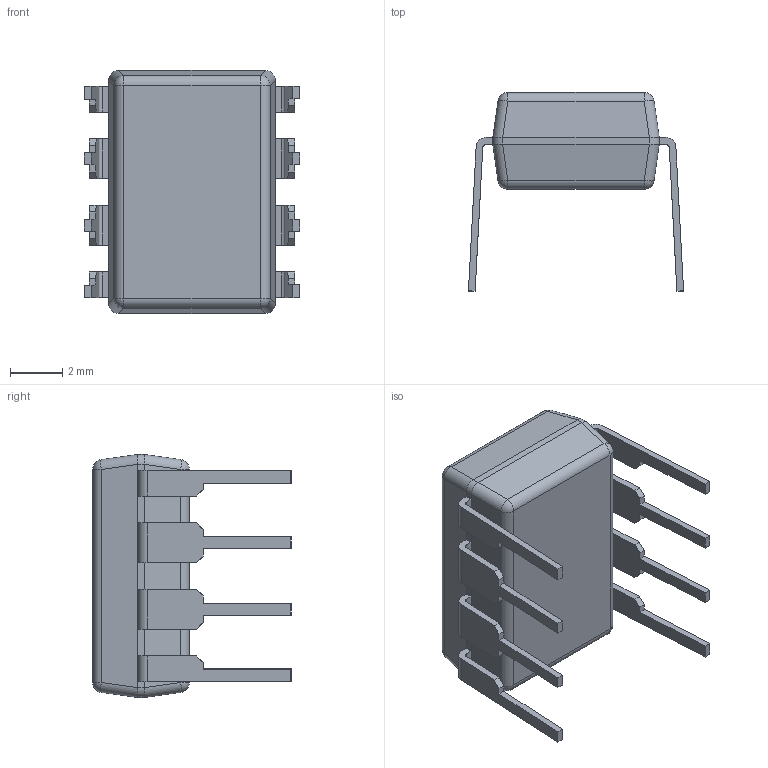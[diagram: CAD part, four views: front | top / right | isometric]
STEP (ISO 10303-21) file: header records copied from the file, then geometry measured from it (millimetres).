
FILE_DESCRIPTION((''),'2;1');
FILE_NAME('N08E_ASM','2012-02-09T',('CKXSSC'),(''),'PRO/ENGINEER BY PARAMETRIC TECHNOLOGY CORPORATION, 2011220','PRO/ENGINEER BY PARAMETRIC TECHNOLOGY CORPORATION, 2011220','');
FILE_SCHEMA(('AUTOMOTIVE_DESIGN_CC2 { 1 2 10303 214 -1 1 5 2 }'));
Length unit declared in the file: inch
Products named in the file (5): BODY_N08E; LEAD_N08E; LD_LHALF_N08E; LD_RHALF_N08E; N08E_ASM
Assembly tree (9 placements, depth 2):
  N08E_ASM
    BODY_N08E
    LEAD_N08E  x4
    LD_LHALF_N08E  x2
    LD_RHALF_N08E  x2
Bounding box: 8.2 x 7.58 x 9.27 mm (x, y, z)
Volume: 212.4 mm3; surface area: 317.6 mm2
Topology: 9 solids, 9 shells, 164 faces, 411 edges, 266 vertices
Faces by surface type: plane 116, cylinder 40, sphere 8
Entity records: 3557 total; most frequent: CARTESIAN_POINT 605, DIRECTION 441, ORIENTED_EDGE 438, PRESENTATION_STYLE_ASSIGNMENT 223, STYLED_ITEM 223, CURVE_STYLE 219, EDGE_CURVE 219, VECTOR 149
